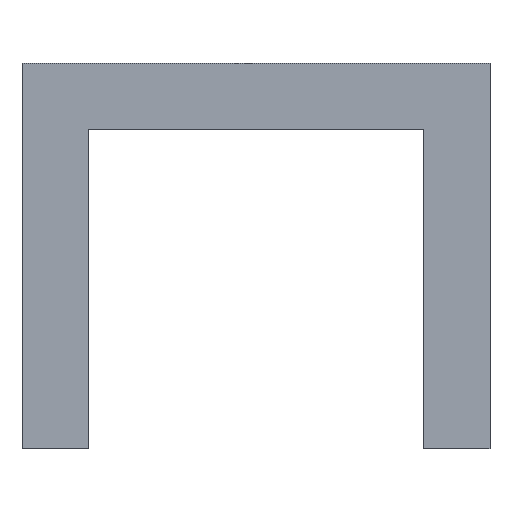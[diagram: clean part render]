
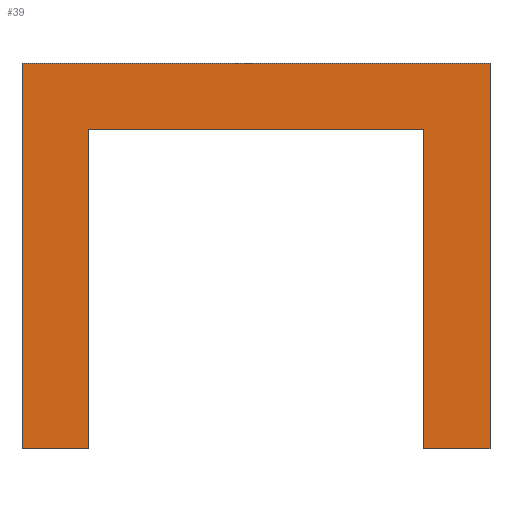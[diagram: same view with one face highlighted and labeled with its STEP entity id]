
A CAD part, front view. The second image highlights one B-rep face of the part: STEP entity #39.
In plain terms, the highlighted planar face has unit normal (0, -1, 0).
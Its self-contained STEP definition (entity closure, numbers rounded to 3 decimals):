
#39=ADVANCED_FACE('',(#67),#447,.T.);
#67=FACE_OUTER_BOUND('',#97,.T.);
#97=EDGE_LOOP('',(#180,#181,#182,#183,#184,#185,#186,#187));
#180=ORIENTED_EDGE('',*,*,#294,.T.);
#181=ORIENTED_EDGE('',*,*,#295,.T.);
#182=ORIENTED_EDGE('',*,*,#292,.T.);
#183=ORIENTED_EDGE('',*,*,#293,.T.);
#184=ORIENTED_EDGE('',*,*,#299,.T.);
#185=ORIENTED_EDGE('',*,*,#298,.T.);
#186=ORIENTED_EDGE('',*,*,#297,.F.);
#187=ORIENTED_EDGE('',*,*,#296,.F.);
#292=EDGE_CURVE('',#414,#415,#370,.T.);
#293=EDGE_CURVE('',#415,#416,#371,.T.);
#294=EDGE_CURVE('',#418,#417,#372,.T.);
#295=EDGE_CURVE('',#417,#414,#373,.T.);
#296=EDGE_CURVE('',#418,#419,#374,.T.);
#297=EDGE_CURVE('',#419,#420,#375,.T.);
#298=EDGE_CURVE('',#421,#420,#376,.T.);
#299=EDGE_CURVE('',#416,#421,#377,.T.);
#370=B_SPLINE_CURVE_WITH_KNOTS('',1,(#788,#789),.UNSPECIFIED.,.F.,.F.,(2,
2),(0.,85.),.UNSPECIFIED.);
#371=B_SPLINE_CURVE_WITH_KNOTS('',1,(#790,#791),.UNSPECIFIED.,.F.,.F.,(2,
2),(0.,65.),.UNSPECIFIED.);
#372=B_SPLINE_CURVE_WITH_KNOTS('',1,(#792,#793),.UNSPECIFIED.,.F.,.F.,(2,
2),(-12.,0.),.UNSPECIFIED.);
#373=B_SPLINE_CURVE_WITH_KNOTS('',1,(#794,#795),.UNSPECIFIED.,.F.,.F.,(2,
2),(-65.,0.),.UNSPECIFIED.);
#374=B_SPLINE_CURVE_WITH_KNOTS('',1,(#796,#797),.UNSPECIFIED.,.F.,.F.,(2,
2),(-12.,41.),.UNSPECIFIED.);
#375=B_SPLINE_CURVE_WITH_KNOTS('',1,(#798,#799),.UNSPECIFIED.,.F.,.F.,(2,
2),(12.,73.),.UNSPECIFIED.);
#376=B_SPLINE_CURVE_WITH_KNOTS('',1,(#800,#801),.UNSPECIFIED.,.F.,.F.,(2,
2),(-12.,41.),.UNSPECIFIED.);
#377=B_SPLINE_CURVE_WITH_KNOTS('',1,(#802,#803),.UNSPECIFIED.,.F.,.F.,(2,
2),(-85.,-73.),.UNSPECIFIED.);
#414=VERTEX_POINT('',#700);
#415=VERTEX_POINT('',#701);
#416=VERTEX_POINT('',#702);
#417=VERTEX_POINT('',#703);
#418=VERTEX_POINT('',#704);
#419=VERTEX_POINT('',#705);
#420=VERTEX_POINT('',#706);
#421=VERTEX_POINT('',#707);
#447=PLANE('',#559);
#559=AXIS2_PLACEMENT_3D('',#657,#602,$);
#602=DIRECTION('',(0.,-1.,0.));
#657=CARTESIAN_POINT('',(62.5,51.108,60.));
#700=CARTESIAN_POINT('',(62.5,51.108,60.));
#701=CARTESIAN_POINT('',(-22.5,51.108,60.));
#702=CARTESIAN_POINT('',(-22.5,51.108,-10.));
#703=CARTESIAN_POINT('',(62.5,51.108,-10.));
#704=CARTESIAN_POINT('',(50.5,51.108,-10.));
#705=CARTESIAN_POINT('',(50.5,51.108,48.));
#706=CARTESIAN_POINT('',(-10.5,51.108,48.));
#707=CARTESIAN_POINT('',(-10.5,51.108,-10.));
#788=CARTESIAN_POINT('',(62.5,51.108,60.));
#789=CARTESIAN_POINT('',(-22.5,51.108,60.));
#790=CARTESIAN_POINT('',(-22.5,51.108,60.));
#791=CARTESIAN_POINT('',(-22.5,51.108,-10.));
#792=CARTESIAN_POINT('',(50.5,51.108,-10.));
#793=CARTESIAN_POINT('',(62.5,51.108,-10.));
#794=CARTESIAN_POINT('',(62.5,51.108,-10.));
#795=CARTESIAN_POINT('',(62.5,51.108,60.));
#796=CARTESIAN_POINT('',(50.5,51.108,-10.));
#797=CARTESIAN_POINT('',(50.5,51.108,48.));
#798=CARTESIAN_POINT('',(50.5,51.108,48.));
#799=CARTESIAN_POINT('',(-10.5,51.108,48.));
#800=CARTESIAN_POINT('',(-10.5,51.108,-10.));
#801=CARTESIAN_POINT('',(-10.5,51.108,48.));
#802=CARTESIAN_POINT('',(-22.5,51.108,-10.));
#803=CARTESIAN_POINT('',(-10.5,51.108,-10.));
